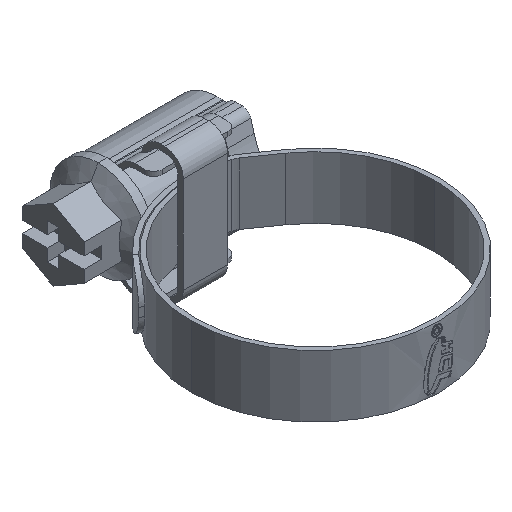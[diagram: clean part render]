
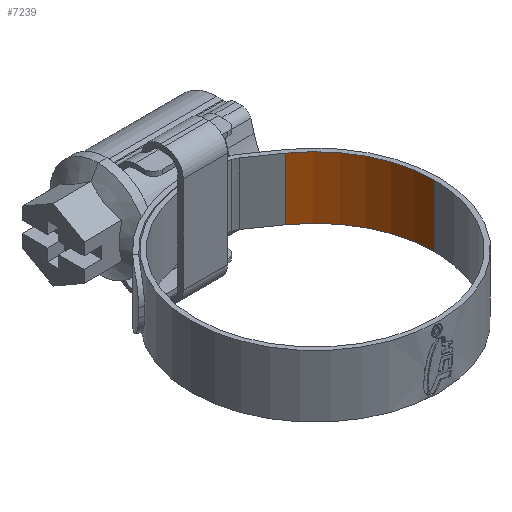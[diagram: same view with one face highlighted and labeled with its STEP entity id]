
A CAD part, isometric view. The second image highlights one B-rep face of the part: STEP entity #7239.
In plain terms, the highlighted cylindrical face has radius 13.5 mm (diameter 27 mm), a partial arc.
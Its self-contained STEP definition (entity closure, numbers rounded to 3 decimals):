
#781 = DIRECTION ( 'NONE',  ( 1., 0., 0. ) ) ;
#887 = EDGE_CURVE ( 'NONE', #1442, #2600, #1338, .T. ) ;
#1271 = VECTOR ( 'NONE', #4997, 1000. ) ;
#1306 = DIRECTION ( 'NONE',  ( 1., 0., 0. ) ) ;
#1338 = LINE ( 'NONE', #8572, #1271 ) ;
#1442 = VERTEX_POINT ( 'NONE', #4703 ) ;
#1538 = CARTESIAN_POINT ( 'NONE',  ( 0., 0., 3.5 ) ) ;
#1931 = DIRECTION ( 'NONE',  ( 0., 0., 1. ) ) ;
#2154 = EDGE_CURVE ( 'NONE', #4303, #9218, #5869, .T. ) ;
#2424 = EDGE_CURVE ( 'NONE', #4303, #1442, #3759, .T. ) ;
#2600 = VERTEX_POINT ( 'NONE', #6882 ) ;
#2655 = CARTESIAN_POINT ( 'NONE',  ( 0., 0., -3.5 ) ) ;
#2975 = DIRECTION ( 'NONE',  ( 0., 0., 1. ) ) ;
#3055 = AXIS2_PLACEMENT_3D ( 'NONE', #5664, #7183, #7757 ) ;
#3115 = ORIENTED_EDGE ( 'NONE', *, *, #887, .T. ) ;
#3178 = ORIENTED_EDGE ( 'NONE', *, *, #8358, .F. ) ;
#3260 = CARTESIAN_POINT ( 'NONE',  ( 13.5, 0., -3.5 ) ) ;
#3759 = CIRCLE ( 'NONE', #7410, 13.5 ) ;
#3828 = CARTESIAN_POINT ( 'NONE',  ( 13.5, 0., 3.5 ) ) ;
#4073 = ORIENTED_EDGE ( 'NONE', *, *, #2424, .T. ) ;
#4303 = VERTEX_POINT ( 'NONE', #4773 ) ;
#4603 = EDGE_LOOP ( 'NONE', ( #6576, #4073, #3115, #3178 ) ) ;
#4626 = VECTOR ( 'NONE', #7351, 1000. ) ;
#4703 = CARTESIAN_POINT ( 'NONE',  ( 7.743, 11.059, 3.5 ) ) ;
#4773 = CARTESIAN_POINT ( 'NONE',  ( 13.5, 0., 3.5 ) ) ;
#4997 = DIRECTION ( 'NONE',  ( 0., 0., -1. ) ) ;
#4998 = CYLINDRICAL_SURFACE ( 'NONE', #3055, 13.5 ) ;
#5625 = CIRCLE ( 'NONE', #7755, 13.5 ) ;
#5664 = CARTESIAN_POINT ( 'NONE',  ( 0., 0., 3.5 ) ) ;
#5869 = LINE ( 'NONE', #3828, #4626 ) ;
#6576 = ORIENTED_EDGE ( 'NONE', *, *, #2154, .F. ) ;
#6882 = CARTESIAN_POINT ( 'NONE',  ( 7.743, 11.059, -3.5 ) ) ;
#7183 = DIRECTION ( 'NONE',  ( 0., 0., -1. ) ) ;
#7239 = ADVANCED_FACE ( 'NONE', ( #9182 ), #4998, .F. ) ;
#7351 = DIRECTION ( 'NONE',  ( 0., 0., -1. ) ) ;
#7410 = AXIS2_PLACEMENT_3D ( 'NONE', #1538, #2975, #781 ) ;
#7755 = AXIS2_PLACEMENT_3D ( 'NONE', #2655, #1931, #1306 ) ;
#7757 = DIRECTION ( 'NONE',  ( -1., 0., 0. ) ) ;
#8358 = EDGE_CURVE ( 'NONE', #9218, #2600, #5625, .T. ) ;
#8572 = CARTESIAN_POINT ( 'NONE',  ( 7.743, 11.059, 3.5 ) ) ;
#9182 = FACE_OUTER_BOUND ( 'NONE', #4603, .T. ) ;
#9218 = VERTEX_POINT ( 'NONE', #3260 ) ;
